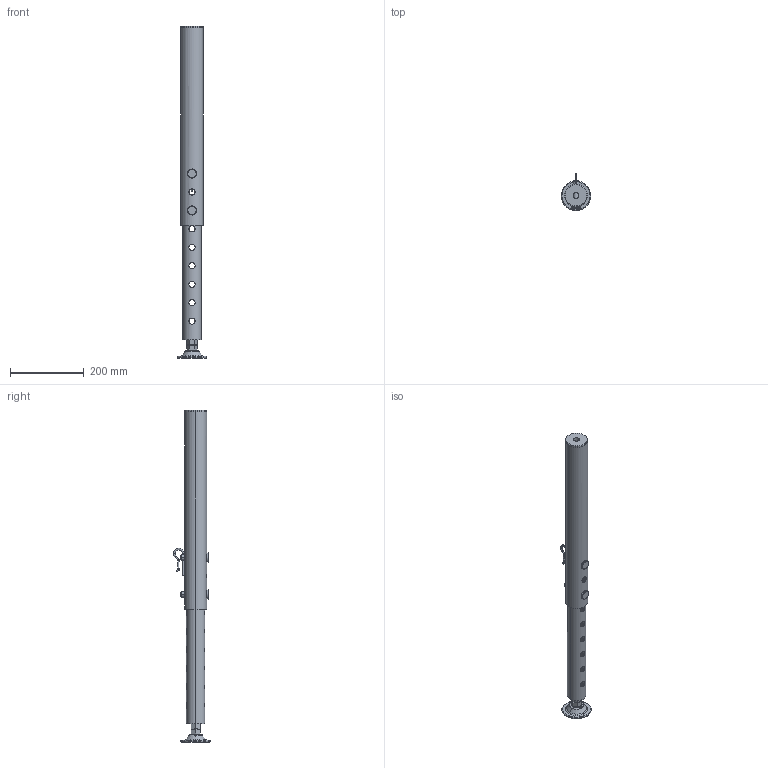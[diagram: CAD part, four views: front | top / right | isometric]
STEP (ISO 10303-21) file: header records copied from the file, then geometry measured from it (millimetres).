
FILE_DESCRIPTION(('STEP AP214'),'1');
FILE_NAME('160860.STP','2011-09-08T14:04:44',(' '),(' '),'Spatial InterOp 3D',' ',' ');
FILE_SCHEMA(('automotive_design'));
Length unit declared in the file: millimetre
Products named in the file (10): gerades Prisma; Rotationskörper; Zylinder; Sechskantmutter ISO 8673 M16x1.5; 3D-Objekt
Bounding box: 80 x 100 x 900 mm (x, y, z)
Volume: 659194.8 mm3; surface area: 373185.7 mm2
Topology: 10 solids, 10 shells, 198 faces, 484 edges, 314 vertices
Faces by surface type: cylinder 96, cone 40, plane 40, torus 22
Entity records: 10988 total; most frequent: CARTESIAN_POINT 4506, ORIENTED_EDGE 968, DIRECTION 956, EDGE_CURVE 484, AXIS2_PLACEMENT_3D 404, VERTEX_POINT 314, EDGE_LOOP 270, STYLED_ITEM 208
